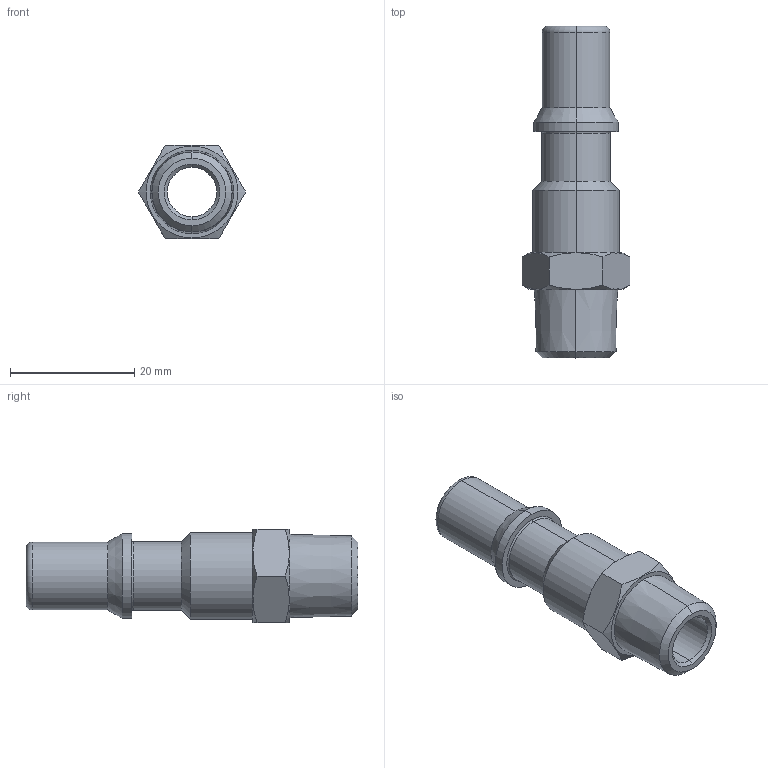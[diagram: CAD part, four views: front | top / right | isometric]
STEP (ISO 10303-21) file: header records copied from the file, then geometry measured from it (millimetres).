
FILE_DESCRIPTION (( 'STEP AP203' ), '1' );
FILE_NAME ('07431002.STEP', '2011-07-25T14:55:25', ( 'SP' ), ( 'sopra-pneumatic' ), 'SwSTEP 2.0', 'SolidWorks 2011', '' );
FILE_SCHEMA (( 'CONFIG_CONTROL_DESIGN' ));
Length unit declared in the file: millimetre
Products named in the file (1): 07431002
Bounding box: 17.32 x 53.5 x 15 mm (x, y, z)
Volume: 4147.2 mm3; surface area: 3727.7 mm2
Topology: 1 solids, 1 shells, 39 faces, 86 edges, 52 vertices
Faces by surface type: cone 14, plane 11, cylinder 10, torus 4
Entity records: 1257 total; most frequent: CARTESIAN_POINT 314, DIRECTION 190, ORIENTED_EDGE 172, EDGE_CURVE 86, AXIS2_PLACEMENT_3D 80, VERTEX_POINT 52, EDGE_LOOP 44, CIRCLE 40
